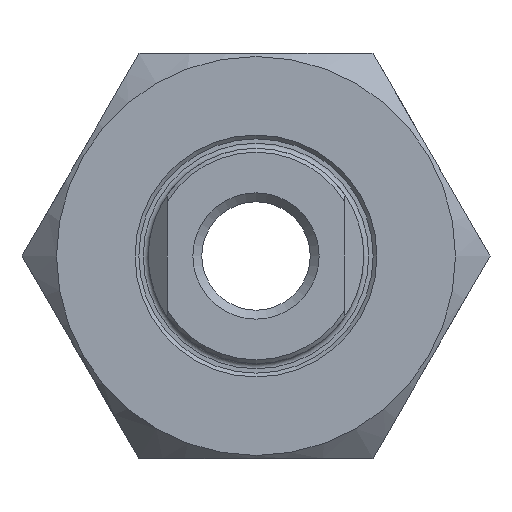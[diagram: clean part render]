
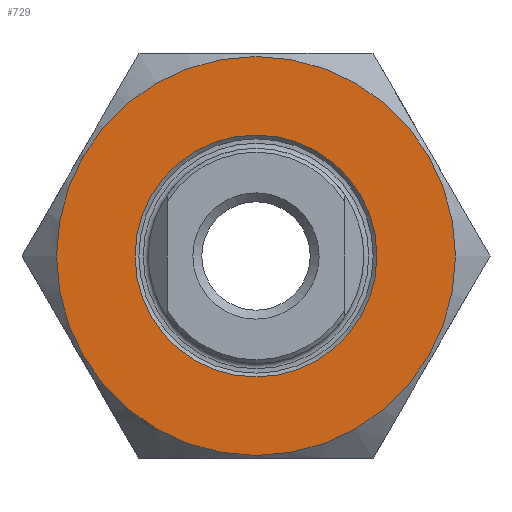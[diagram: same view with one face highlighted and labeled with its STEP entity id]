
A CAD part, left-side view. The second image highlights one B-rep face of the part: STEP entity #729.
In plain terms, the highlighted planar face has unit normal (-1, 0, 0).
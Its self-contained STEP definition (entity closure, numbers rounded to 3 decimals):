
#47=FACE_BOUND('',#132,.T.);
#60=PLANE('',#859);
#84=FACE_OUTER_BOUND('',#131,.T.);
#131=EDGE_LOOP('',(#541));
#132=EDGE_LOOP('',(#542));
#267=CIRCLE('',#840,15.75);
#274=CIRCLE('',#854,9.55);
#329=VERTEX_POINT('',#1243);
#335=VERTEX_POINT('',#1269);
#399=EDGE_CURVE('',#329,#329,#267,.T.);
#411=EDGE_CURVE('',#335,#335,#274,.T.);
#541=ORIENTED_EDGE('',*,*,#399,.T.);
#542=ORIENTED_EDGE('',*,*,#411,.F.);
#729=ADVANCED_FACE('',(#84,#47),#60,.T.);
#840=AXIS2_PLACEMENT_3D('',#1245,#952,#953);
#854=AXIS2_PLACEMENT_3D('',#1270,#985,#986);
#859=AXIS2_PLACEMENT_3D('',#1280,#997,#998);
#952=DIRECTION('center_axis',(-1.,0.,0.));
#953=DIRECTION('ref_axis',(0.,1.,0.));
#985=DIRECTION('center_axis',(-1.,0.,0.));
#986=DIRECTION('ref_axis',(0.,0.,-1.));
#997=DIRECTION('center_axis',(-1.,0.,0.));
#998=DIRECTION('ref_axis',(0.,0.,1.));
#1243=CARTESIAN_POINT('',(-13.5,-15.75,0.));
#1245=CARTESIAN_POINT('Origin',(-13.5,0.,0.));
#1269=CARTESIAN_POINT('',(-13.5,0.,9.55));
#1270=CARTESIAN_POINT('Origin',(-13.5,0.,0.));
#1280=CARTESIAN_POINT('Origin',(-13.5,0.,0.));
